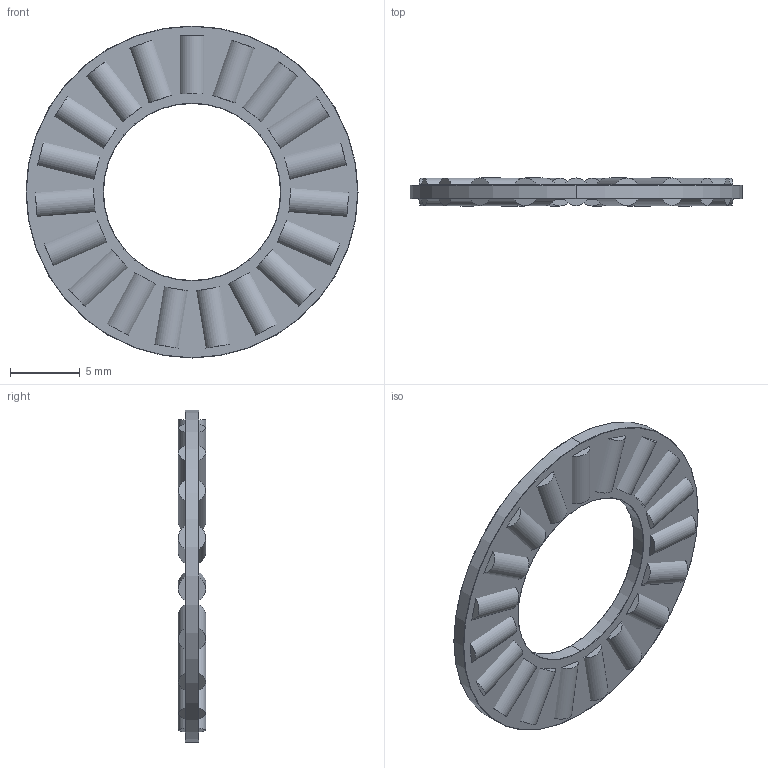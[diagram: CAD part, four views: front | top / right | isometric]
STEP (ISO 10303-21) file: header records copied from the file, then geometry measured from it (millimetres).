
FILE_DESCRIPTION (( 'STEP AP203' ), '1' );
FILE_NAME ('5909K31.step', '2010-06-24T13:18:42', ( 'jim' ), ( '' ), 'SwSTEP 2.0', 'SolidWorks 2007', '' );
FILE_SCHEMA (( 'CONFIG_CONTROL_DESIGN' ));
Length unit declared in the file: inch
Products named in the file (1): 5909K31
Bounding box: 23.81 x 1.98 x 23.81 mm (x, y, z)
Volume: 411.9 mm3; surface area: 1324.3 mm2
Topology: 20 solids, 20 shells, 185 faces, 427 edges, 282 vertices
Faces by surface type: cylinder 99, plane 78, torus 8
Entity records: 5452 total; most frequent: DIRECTION 1013, CARTESIAN_POINT 895, ORIENTED_EDGE 854, EDGE_CURVE 427, AXIS2_PLACEMENT_3D 400, VERTEX_POINT 282, EDGE_LOOP 225, CIRCLE 214
